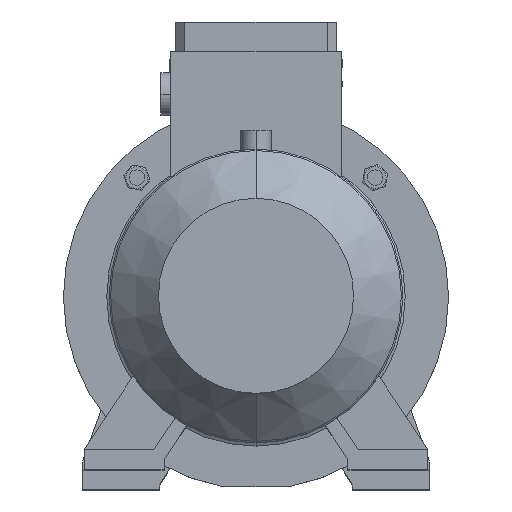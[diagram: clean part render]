
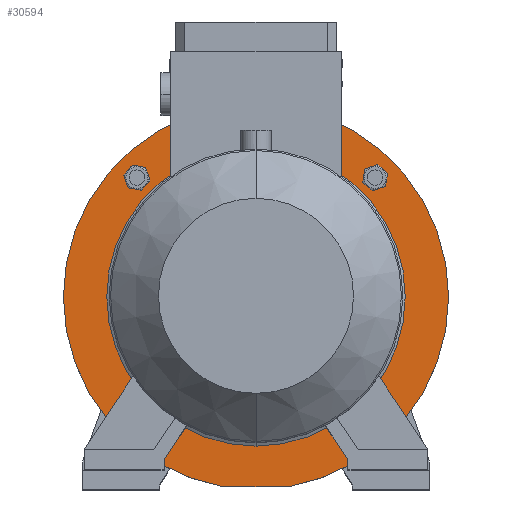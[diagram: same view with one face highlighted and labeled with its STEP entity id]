
A CAD part, top view. The second image highlights one B-rep face of the part: STEP entity #30594.
In plain terms, the highlighted planar face has unit normal (0, 0, 1).
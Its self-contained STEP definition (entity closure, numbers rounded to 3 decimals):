
#927 = CARTESIAN_POINT ( 'NONE',  ( 134.97, -125.723, 254. ) ) ;
#1394 = CIRCLE ( 'NONE', #28354, 200. ) ;
#2322 = DIRECTION ( 'NONE',  ( 0., 0., 1. ) ) ;
#2518 = EDGE_CURVE ( 'NONE', #58217, #35810, #20684, .T. ) ;
#3402 = VERTEX_POINT ( 'NONE', #6337 ) ;
#3675 = PLANE ( 'NONE',  #3707 ) ;
#3707 = AXIS2_PLACEMENT_3D ( 'NONE', #29923, #35939, #40797 ) ;
#4733 = AXIS2_PLACEMENT_3D ( 'NONE', #6052, #48684, #43571 ) ;
#6052 = CARTESIAN_POINT ( 'NONE',  ( 0., 0., 254. ) ) ;
#6337 = CARTESIAN_POINT ( 'NONE',  ( -125.723, -134.97, 254. ) ) ;
#6809 = DIRECTION ( 'NONE',  ( 0., -1., 0. ) ) ;
#7974 = DIRECTION ( 'NONE',  ( 0., 1., 0. ) ) ;
#8635 = CIRCLE ( 'NONE', #63646, 11.4 ) ;
#9544 = AXIS2_PLACEMENT_3D ( 'NONE', #49819, #23192, #44225 ) ;
#10176 = ORIENTED_EDGE ( 'NONE', *, *, #59664, .F. ) ;
#10763 = EDGE_CURVE ( 'NONE', #26677, #39142, #55906, .T. ) ;
#11186 = ORIENTED_EDGE ( 'NONE', *, *, #2518, .F. ) ;
#11915 = VERTEX_POINT ( 'NONE', #29897 ) ;
#12009 = DIRECTION ( 'NONE',  ( 0., 0., 1. ) ) ;
#12884 = AXIS2_PLACEMENT_3D ( 'NONE', #30369, #40322, #35713 ) ;
#13912 = EDGE_CURVE ( 'NONE', #27754, #51414, #61378, .T. ) ;
#14463 = EDGE_CURVE ( 'NONE', #3402, #21590, #42027, .T. ) ;
#14539 = EDGE_CURVE ( 'NONE', #27754, #59455, #1394, .T. ) ;
#14634 = FACE_BOUND ( 'NONE', #17307, .T. ) ;
#14818 = DIRECTION ( 'NONE',  ( 0., 0., 1. ) ) ;
#14829 = CIRCLE ( 'NONE', #53150, 11.4 ) ;
#15156 = CARTESIAN_POINT ( 'NONE',  ( 0., 0., 254. ) ) ;
#16484 = DIRECTION ( 'NONE',  ( 0., 0., 1. ) ) ;
#17307 = EDGE_LOOP ( 'NONE', ( #29058, #36735 ) ) ;
#17765 = CARTESIAN_POINT ( 'NONE',  ( 0., 0., 254. ) ) ;
#20323 = DIRECTION ( 'NONE',  ( 0., -1., 0. ) ) ;
#20475 = DIRECTION ( 'NONE',  ( 0., 0., -1. ) ) ;
#20684 = CIRCLE ( 'NONE', #9544, 11.4 ) ;
#21353 = CARTESIAN_POINT ( 'NONE',  ( 0., -155., 254. ) ) ;
#21590 = VERTEX_POINT ( 'NONE', #36367 ) ;
#22120 = FACE_OUTER_BOUND ( 'NONE', #64689, .T. ) ;
#23192 = DIRECTION ( 'NONE',  ( 0., 0., 1. ) ) ;
#23269 = ORIENTED_EDGE ( 'NONE', *, *, #40925, .T. ) ;
#24201 = ORIENTED_EDGE ( 'NONE', *, *, #52813, .T. ) ;
#24875 = CIRCLE ( 'NONE', #32612, 155. ) ;
#25360 = DIRECTION ( 'NONE',  ( 0., 1., 0. ) ) ;
#26279 = FACE_BOUND ( 'NONE', #58530, .T. ) ;
#26677 = VERTEX_POINT ( 'NONE', #62751 ) ;
#27107 = DIRECTION ( 'NONE',  ( 1., 0., 0. ) ) ;
#27754 = VERTEX_POINT ( 'NONE', #39635 ) ;
#28354 = AXIS2_PLACEMENT_3D ( 'NONE', #17765, #29085, #7974 ) ;
#29058 = ORIENTED_EDGE ( 'NONE', *, *, #10763, .F. ) ;
#29085 = DIRECTION ( 'NONE',  ( 0., 0., -1. ) ) ;
#29462 = DIRECTION ( 'NONE',  ( 0., 0., 1. ) ) ;
#29897 = CARTESIAN_POINT ( 'NONE',  ( -112.517, 121.764, 254. ) ) ;
#29923 = CARTESIAN_POINT ( 'NONE',  ( 0., 200., 254. ) ) ;
#30292 = CIRCLE ( 'NONE', #43113, 11.4 ) ;
#30369 = CARTESIAN_POINT ( 'NONE',  ( 0., 0., 254. ) ) ;
#30594 = ADVANCED_FACE ( 'NONE', ( #40345, #61082, #37858, #14634, #22120, #26279 ), #3675, .T. ) ;
#30613 = CARTESIAN_POINT ( 'NONE',  ( 125.723, 134.97, 254. ) ) ;
#30932 = ORIENTED_EDGE ( 'NONE', *, *, #37213, .F. ) ;
#32347 = VERTEX_POINT ( 'NONE', #60663 ) ;
#32612 = AXIS2_PLACEMENT_3D ( 'NONE', #15156, #20475, #25360 ) ;
#32707 = DIRECTION ( 'NONE',  ( 0., -1., 0. ) ) ;
#33023 = CARTESIAN_POINT ( 'NONE',  ( 0., 155., 254. ) ) ;
#33610 = ORIENTED_EDGE ( 'NONE', *, *, #14463, .F. ) ;
#33963 = CARTESIAN_POINT ( 'NONE',  ( 34.511, -197., 254. ) ) ;
#34383 = CARTESIAN_POINT ( 'NONE',  ( -123.744, 123.744, 254. ) ) ;
#35713 = DIRECTION ( 'NONE',  ( 0., 1., 0. ) ) ;
#35810 = VERTEX_POINT ( 'NONE', #65512 ) ;
#35939 = DIRECTION ( 'NONE',  ( 0., 0., 1. ) ) ;
#36367 = CARTESIAN_POINT ( 'NONE',  ( -121.764, -112.517, 254. ) ) ;
#36735 = ORIENTED_EDGE ( 'NONE', *, *, #63076, .F. ) ;
#36766 = DIRECTION ( 'NONE',  ( 0., 0., 1. ) ) ;
#37213 = EDGE_CURVE ( 'NONE', #59455, #51414, #65452, .T. ) ;
#37858 = FACE_BOUND ( 'NONE', #42967, .T. ) ;
#38768 = VERTEX_POINT ( 'NONE', #33023 ) ;
#39142 = VERTEX_POINT ( 'NONE', #30613 ) ;
#39227 = ORIENTED_EDGE ( 'NONE', *, *, #13912, .T. ) ;
#39635 = CARTESIAN_POINT ( 'NONE',  ( -34.511, -197., 254. ) ) ;
#40322 = DIRECTION ( 'NONE',  ( 0., 0., -1. ) ) ;
#40345 = FACE_BOUND ( 'NONE', #42411, .T. ) ;
#40797 = DIRECTION ( 'NONE',  ( 0., -1., 0. ) ) ;
#40806 = DIRECTION ( 'NONE',  ( 0., -1., 0. ) ) ;
#40925 = EDGE_CURVE ( 'NONE', #38768, #46941, #24875, .T. ) ;
#41056 = CARTESIAN_POINT ( 'NONE',  ( -123.744, 123.744, 254. ) ) ;
#42027 = CIRCLE ( 'NONE', #58054, 11.4 ) ;
#42411 = EDGE_LOOP ( 'NONE', ( #45912, #33610 ) ) ;
#42967 = EDGE_LOOP ( 'NONE', ( #59766, #10176 ) ) ;
#43113 = AXIS2_PLACEMENT_3D ( 'NONE', #46716, #36766, #20323 ) ;
#43245 = EDGE_CURVE ( 'NONE', #11915, #32347, #53221, .T. ) ;
#43571 = DIRECTION ( 'NONE',  ( 0., 1., 0. ) ) ;
#43676 = CARTESIAN_POINT ( 'NONE',  ( -123.744, -123.744, 254. ) ) ;
#44225 = DIRECTION ( 'NONE',  ( 0., -1., 0. ) ) ;
#44758 = VECTOR ( 'NONE', #27107, 1000. ) ;
#45912 = ORIENTED_EDGE ( 'NONE', *, *, #59969, .F. ) ;
#46358 = DIRECTION ( 'NONE',  ( 0., -1., 0. ) ) ;
#46716 = CARTESIAN_POINT ( 'NONE',  ( 123.744, 123.744, 254. ) ) ;
#46721 = ORIENTED_EDGE ( 'NONE', *, *, #61186, .F. ) ;
#46817 = DIRECTION ( 'NONE',  ( 0., 0., 1. ) ) ;
#46941 = VERTEX_POINT ( 'NONE', #21353 ) ;
#47196 = DIRECTION ( 'NONE',  ( 0., -1., 0. ) ) ;
#48201 = CARTESIAN_POINT ( 'NONE',  ( -123.744, -123.744, 254. ) ) ;
#48684 = DIRECTION ( 'NONE',  ( 0., 0., -1. ) ) ;
#49338 = AXIS2_PLACEMENT_3D ( 'NONE', #68105, #14818, #47196 ) ;
#49431 = AXIS2_PLACEMENT_3D ( 'NONE', #41056, #46817, #46358 ) ;
#49819 = CARTESIAN_POINT ( 'NONE',  ( 123.744, -123.744, 254. ) ) ;
#50650 = ORIENTED_EDGE ( 'NONE', *, *, #14539, .F. ) ;
#51414 = VERTEX_POINT ( 'NONE', #33963 ) ;
#51769 = CIRCLE ( 'NONE', #49431, 11.4 ) ;
#52813 = EDGE_CURVE ( 'NONE', #46941, #38768, #53845, .T. ) ;
#53150 = AXIS2_PLACEMENT_3D ( 'NONE', #55881, #29462, #40806 ) ;
#53221 = CIRCLE ( 'NONE', #62714, 11.4 ) ;
#53845 = CIRCLE ( 'NONE', #12884, 155. ) ;
#55881 = CARTESIAN_POINT ( 'NONE',  ( 123.744, -123.744, 254. ) ) ;
#55906 = CIRCLE ( 'NONE', #49338, 11.4 ) ;
#58054 = AXIS2_PLACEMENT_3D ( 'NONE', #43676, #12009, #64567 ) ;
#58217 = VERTEX_POINT ( 'NONE', #927 ) ;
#58530 = EDGE_LOOP ( 'NONE', ( #23269, #24201 ) ) ;
#59099 = CARTESIAN_POINT ( 'NONE',  ( -200., -197., 254. ) ) ;
#59221 = CARTESIAN_POINT ( 'NONE',  ( 0., 200., 254. ) ) ;
#59455 = VERTEX_POINT ( 'NONE', #59221 ) ;
#59664 = EDGE_CURVE ( 'NONE', #32347, #11915, #51769, .T. ) ;
#59766 = ORIENTED_EDGE ( 'NONE', *, *, #43245, .F. ) ;
#59969 = EDGE_CURVE ( 'NONE', #21590, #3402, #8635, .T. ) ;
#60663 = CARTESIAN_POINT ( 'NONE',  ( -134.97, 125.723, 254. ) ) ;
#61082 = FACE_BOUND ( 'NONE', #66830, .T. ) ;
#61186 = EDGE_CURVE ( 'NONE', #35810, #58217, #14829, .T. ) ;
#61378 = LINE ( 'NONE', #59099, #44758 ) ;
#62714 = AXIS2_PLACEMENT_3D ( 'NONE', #34383, #2322, #6809 ) ;
#62751 = CARTESIAN_POINT ( 'NONE',  ( 121.764, 112.517, 254. ) ) ;
#63076 = EDGE_CURVE ( 'NONE', #39142, #26677, #30292, .T. ) ;
#63646 = AXIS2_PLACEMENT_3D ( 'NONE', #48201, #16484, #32707 ) ;
#64567 = DIRECTION ( 'NONE',  ( 0., -1., 0. ) ) ;
#64689 = EDGE_LOOP ( 'NONE', ( #39227, #30932, #50650 ) ) ;
#65452 = CIRCLE ( 'NONE', #4733, 200. ) ;
#65512 = CARTESIAN_POINT ( 'NONE',  ( 112.517, -121.764, 254. ) ) ;
#66830 = EDGE_LOOP ( 'NONE', ( #46721, #11186 ) ) ;
#68105 = CARTESIAN_POINT ( 'NONE',  ( 123.744, 123.744, 254. ) ) ;
